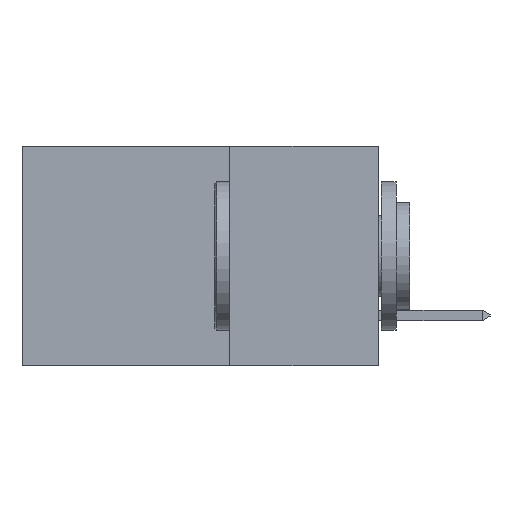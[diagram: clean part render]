
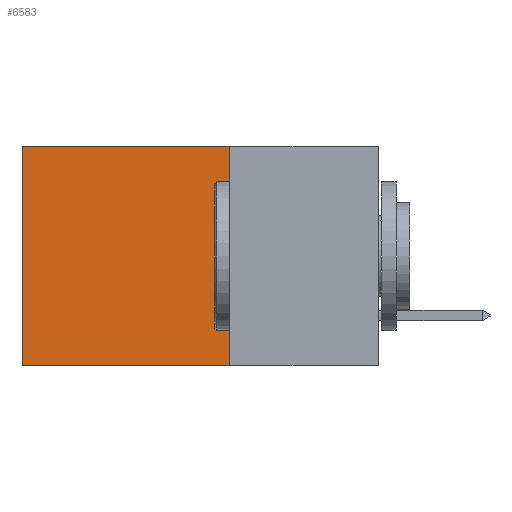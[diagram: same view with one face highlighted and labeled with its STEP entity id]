
A CAD part, left-side view. The second image highlights one B-rep face of the part: STEP entity #6583.
In plain terms, the highlighted planar face has unit normal (-1, 0, 0).
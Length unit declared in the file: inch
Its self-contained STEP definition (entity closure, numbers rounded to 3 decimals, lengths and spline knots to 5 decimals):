
#899 = LINE ( 'NONE', #4253, #10244 ) ;
#1444 = PLANE ( 'NONE',  #7102 ) ;
#1793 = DIRECTION ( 'NONE',  ( 0., 1., 0. ) ) ;
#1847 = CARTESIAN_POINT ( 'NONE',  ( 0.2615, 0.25, -0.37 ) ) ;
#1912 = ORIENTED_EDGE ( 'NONE', *, *, #13152, .T. ) ;
#2177 = ORIENTED_EDGE ( 'NONE', *, *, #10890, .F. ) ;
#2450 = EDGE_CURVE ( 'NONE', #6250, #12308, #3891, .T. ) ;
#2767 = CARTESIAN_POINT ( 'NONE',  ( 0.2615, 0.6, 0. ) ) ;
#2945 = DIRECTION ( 'NONE',  ( 1., 0., 0. ) ) ;
#3523 = CARTESIAN_POINT ( 'NONE',  ( 0.2615, 0.25, -0.37 ) ) ;
#3654 = ORIENTED_EDGE ( 'NONE', *, *, #2450, .F. ) ;
#3891 = LINE ( 'NONE', #1847, #6407 ) ;
#4253 = CARTESIAN_POINT ( 'NONE',  ( 0.2615, 0.25, 0. ) ) ;
#4700 = VERTEX_POINT ( 'NONE', #9115 ) ;
#4814 = ORIENTED_EDGE ( 'NONE', *, *, #5289, .T. ) ;
#5289 = EDGE_CURVE ( 'NONE', #13062, #12308, #6319, .T. ) ;
#5505 = DIRECTION ( 'NONE',  ( 0., 1., 0. ) ) ;
#6250 = VERTEX_POINT ( 'NONE', #8245 ) ;
#6319 = LINE ( 'NONE', #12350, #12142 ) ;
#6356 = VECTOR ( 'NONE', #8448, 39.37008 ) ;
#6407 = VECTOR ( 'NONE', #1793, 39.37008 ) ;
#6573 = DIRECTION ( 'NONE',  ( 0., 0., -1. ) ) ;
#6583 = ADVANCED_FACE ( 'NONE', ( #9479 ), #1444, .F. ) ;
#6736 = LINE ( 'NONE', #3523, #6356 ) ;
#7102 = AXIS2_PLACEMENT_3D ( 'NONE', #10017, #2945, #11334 ) ;
#7514 = CARTESIAN_POINT ( 'NONE',  ( 0.2615, 0.6, -0.37 ) ) ;
#8245 = CARTESIAN_POINT ( 'NONE',  ( 0.2615, 0.25, -0.37 ) ) ;
#8448 = DIRECTION ( 'NONE',  ( 0., 0., -1. ) ) ;
#9115 = CARTESIAN_POINT ( 'NONE',  ( 0.2615, 0.25, 0. ) ) ;
#9253 = EDGE_LOOP ( 'NONE', ( #4814, #3654, #2177, #1912 ) ) ;
#9479 = FACE_OUTER_BOUND ( 'NONE', #9253, .T. ) ;
#10017 = CARTESIAN_POINT ( 'NONE',  ( 0.2615, 0.25, -0.37 ) ) ;
#10244 = VECTOR ( 'NONE', #5505, 39.37008 ) ;
#10890 = EDGE_CURVE ( 'NONE', #4700, #6250, #6736, .T. ) ;
#11334 = DIRECTION ( 'NONE',  ( 0., 0., -1. ) ) ;
#12142 = VECTOR ( 'NONE', #6573, 39.37008 ) ;
#12308 = VERTEX_POINT ( 'NONE', #7514 ) ;
#12350 = CARTESIAN_POINT ( 'NONE',  ( 0.2615, 0.6, -0.37 ) ) ;
#13062 = VERTEX_POINT ( 'NONE', #2767 ) ;
#13152 = EDGE_CURVE ( 'NONE', #4700, #13062, #899, .T. ) ;
